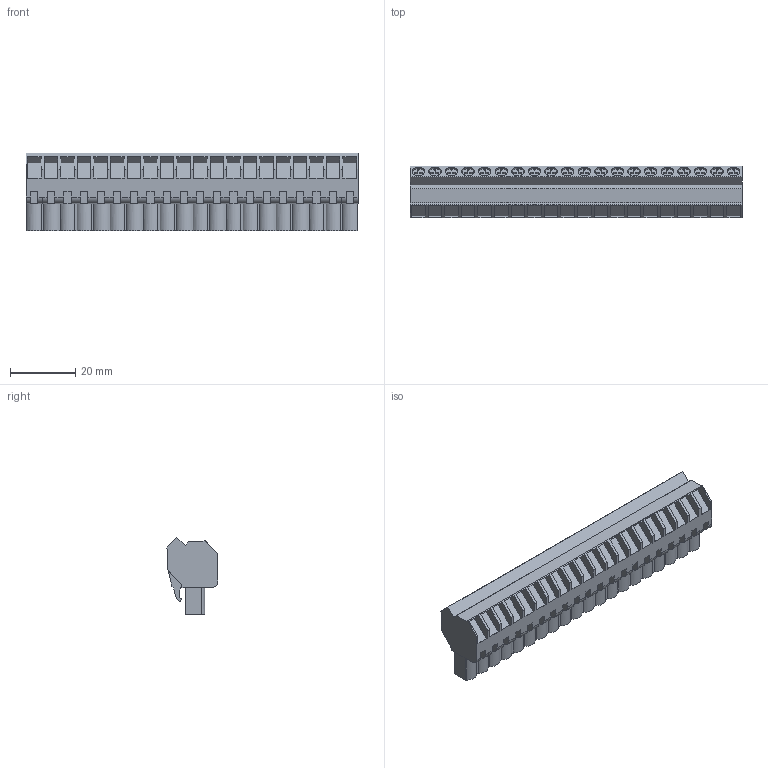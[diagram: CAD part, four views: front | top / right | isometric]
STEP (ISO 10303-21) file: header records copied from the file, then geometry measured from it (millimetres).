
FILE_DESCRIPTION(('CATIA V5 STEP Exchange','CAx-IF Rec.Pracs.--- Model Styling and Organization---1.2---2011-12-15'),'2;1');
FILE_NAME ('D1460084_0_1946740000_1946740000.stp','2017-09-23T15:26:50+00:00',('none'),('Weidmueller'),'CATIA Version 5-6 Release 2014','CATIA V5 STEP AP214','none');
FILE_SCHEMA(('AUTOMOTIVE_DESIGN { 1 0 10303 214 1 1 1 1 }'));
Length unit declared in the file: millimetre
Products named in the file (1): 1946740000
Bounding box: 101.6 x 15.88 x 23.77 mm (x, y, z)
Volume: 21771.9 mm3; surface area: 11555.6 mm2
Topology: 21 solids, 21 shells, 1048 faces, 3039 edges, 2074 vertices
Faces by surface type: plane 837, cylinder 207, extrusion 4
Entity records: 31881 total; most frequent: ORIENTED_EDGE 6078, CARTESIAN_POINT 6035, DIRECTION 4143, EDGE_CURVE 3039, VECTOR 2543, LINE 2539, VERTEX_POINT 2074, EDGE_LOOP 1089
